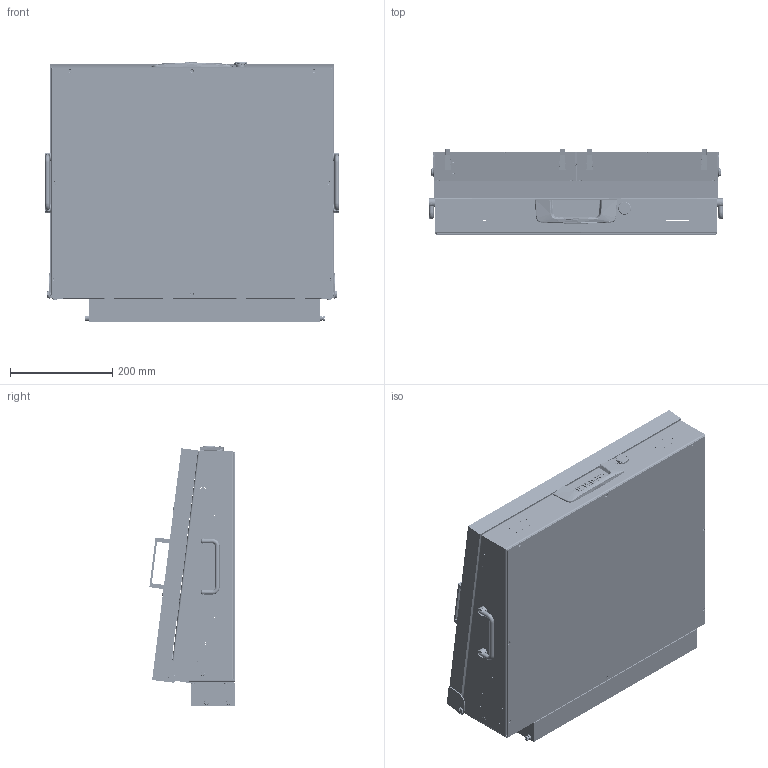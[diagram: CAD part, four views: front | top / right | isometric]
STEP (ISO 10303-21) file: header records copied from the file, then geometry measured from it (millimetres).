
FILE_DESCRIPTION (( 'STEP AP214' ), '1' );
FILE_NAME ('INGUN_114667.STEP', '2025-07-15T14:33:42', ( '' ), ( '' ), 'SwSTEP 2.0', 'SolidWorks 2023', '' );
FILE_SCHEMA (( 'AUTOMOTIVE_DESIGN' ));
Length unit declared in the file: millimetre
Products named in the file (84): 22745~1_S; 110514~0_S; K_02037~0_Standard ohne Dyn Punkt<Standard>; DIN934~n_M04,0 A2; K_116777~0_S; 113537~0_S; 104654~0_betätigt<S>; DIN7991~n_M03,0x010; 111080~0_S; 112026~0_Mitte<S>; ISO7380~n_M03,0x012; INGUN_114667; 100974~1_KUNDE<S>; 116282~0_S; 112079~10_S; 111081~0_S; 114094~2_S; DIN912~n_M04,0x016; 113436~0_S; 112094~1_S; 112025~4_S; 102736~2; DIN914~n_M04,0x12; 115003~0_S; 31788~1_flexibel<Standard>; 116134~1_S; 112024~0_S; 115004~1_S; 114554~0_Kunde<S>; Widerstand-1~0; ISO7380~n_M04,0x006; 114196_003~0; ISO7380~n_M03,0x005; K_114994~0_S; 114732~0; 114101~0_S; SKB-II~skii_M3,0x40 St; 11655~0; 113604~1; DIN125~n_05,3 M05,0 Fase ...
Assembly tree (150 placements, depth 6):
  INGUN_114667
    113746~5_S
      113552~3_S
      32171~1_S
      112024~0_S
      112025~4_S
      DIN125~n_04,3 M04,0
      DIN985-A2~n_M04,0
      DIN912~n_M04,0x016
      112026~0_Mitte<S>
      112992~2_S  x2
      49317~0  x2
      ISO7380~n_M03,0x005
      114364~0_S
      114196~0  x2
        114196_001~0
        114196_002~0
        114196_003~0
        114196_004~0_S
      DIN934~n_M04,0 A2
      116832~0_S
        116542~2_S
        DIN913~n_M03,0x06
        114364~0_S
    114097~5_KUNDE<S>
      115769~1_S
        114098~2_S
        Gewindebuchse~n_M04-07,5 offen  x8
        Gewindebuchse~n_M04-05,0 geschlossen  x7
      114094~2_S  x2
      114554~0_Kunde<S>  x2
        100974~1_KUNDE<S>
        100974~1_KUNDE<S>
      112079~10_S
      114101~0_S
      1607~1  x4
      19420~3  x2
      11657~0  x2
      11655~0  x2
      116128~1_S  x2
      115003~0_S
        105685~3_S
          110425~4_S
          110514~0_S
          104654~0_betätigt<S>  x2
          105680~0_S
          43644~0
          111081~0_S
            111080~0_S
            111056~0_S
            111079~0_S
            Widerstand-1~0
            infoTESTWiderstand~0_S
            K_114994~0_S
          DIN914~n_M04,0x12
          DIN913~n_M03,0x06
          ISO7380~n_M03,0x030  x4
          K_116777~0_S
          116134~1_S
        105682~1_S
Bounding box: 574 x 166.73 x 506.63 mm (x, y, z)
Volume: 5926647.3 mm3; surface area: 2896307.8 mm2
Topology: 171 solids, 179 shells, 10264 faces, 24476 edges, 15092 vertices
Faces by surface type: plane 4167, cylinder 3254, bspline 2167, cone 508, torus 162, sphere 6
Entity records: 268648 total; most frequent: CARTESIAN_POINT 131148, ORIENTED_EDGE 30832, DIRECTION 22835, EDGE_CURVE 15416, VERTEX_POINT 9364, AXIS2_PLACEMENT_3D 8502, EDGE_LOOP 7316, ADVANCED_FACE 6504
